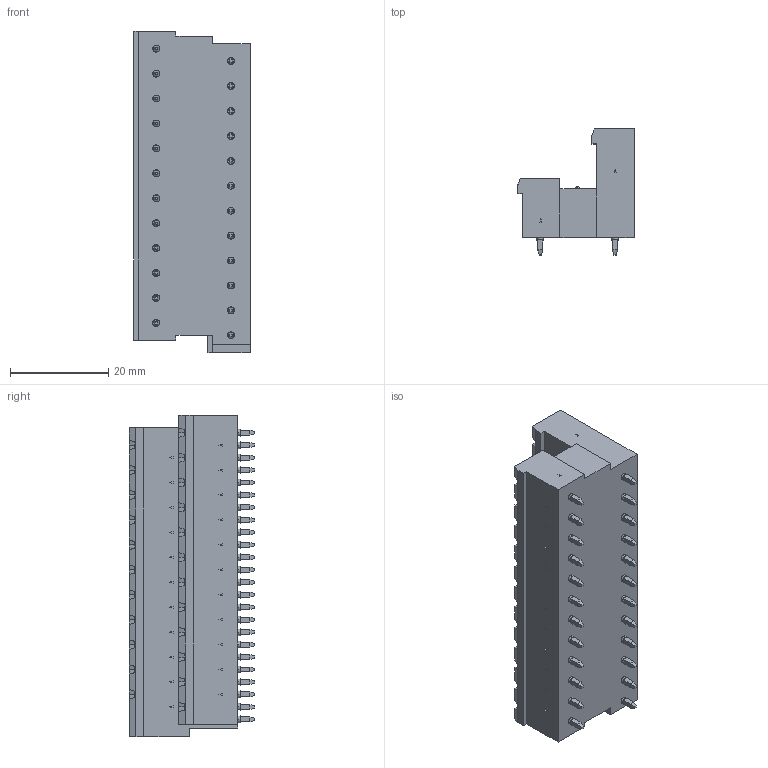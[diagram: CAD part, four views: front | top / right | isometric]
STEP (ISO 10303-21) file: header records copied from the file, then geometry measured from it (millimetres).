
FILE_DESCRIPTION(('SolidDesigner STEP Export'),'1');
FILE_NAME('mdstbva_2.5-12-g-5.08.stp','2000-11-22T17:13:39',(''),(''), 'SolidDesigner STEP processor Version: 7.0(Mar 1999)for AP214(CD)(Solid Model)', 'CoCreate SolidDesigner: 08.01 19-Jun-2000(C) CoCreate Software GmbH','');
FILE_SCHEMA(('AUTOMOTIVE_DESIGN_CC2 {1 2 10303 214 -1 1 5 1}'));
Products named in the file (2): mdstbva_2.5-12-g-5.08
Assembly tree (1 placements, depth 2):
  mdstbva_2.5-12-g-5.08
    mdstbva_2.5-12-g-5.08
Bounding box: 23.7 x 25.6 x 65.5 mm (x, y, z)
Volume: 15641.1 mm3; surface area: 10007.9 mm2
Topology: 1 solids, 1 shells, 1609 faces, 3714 edges, 2221 vertices
Faces by surface type: plane 1385, cylinder 168, cone 48, sphere 8
Entity records: 53169 total; most frequent: ORIENTED_EDGE 7412, CARTESIAN_POINT 7142, DIRECTION 6012, EDGE_CURVE 3706, VECTOR 2582, LINE 2582, VERTEX_POINT 2221, EDGE_LOOP 1731
